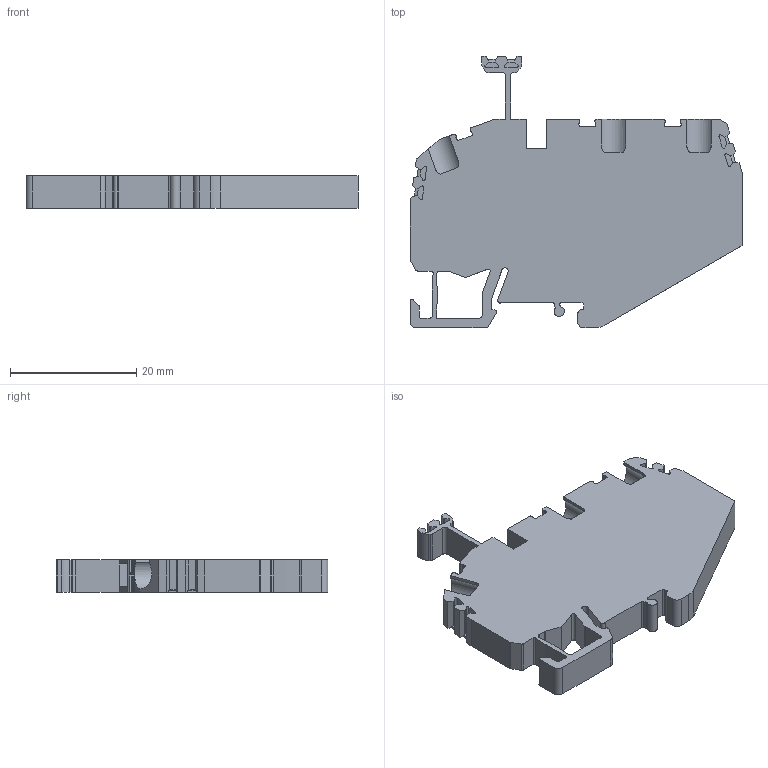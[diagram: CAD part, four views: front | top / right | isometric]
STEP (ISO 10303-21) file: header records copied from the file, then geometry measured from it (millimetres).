
FILE_DESCRIPTION(/* description */ (''),/* implementation_level */ '2;1');
FILE_NAME(/* name */ '3599_ZSRK25_3A_15_iso.stp',/* time_stamp */ '2011-08-04T10:02:13+02:00',/* author */ (''),/* organization */ (''),/* preprocessor_version */ 'ST-DEVELOPER v11',/* originating_system */ 'SIEMENS UGS NX 6.0',/* authorisation */ '');
FILE_SCHEMA (('CONFIG_CONTROL_DESIGN'));
Length unit declared in the file: millimetre
Products named in the file (1): 3599_ZSRK25_3A_15_iso
Bounding box: 52.5 x 43 x 5.1 mm (x, y, z)
Volume: 6604.7 mm3; surface area: 4554 mm2
Topology: 1 solids, 1 shells, 299 faces, 866 edges, 577 vertices
Faces by surface type: plane 198, cylinder 101
Full cylindrical faces by diameter (mm): 2.4 x3
Entity records: 10087 total; most frequent: CARTESIAN_POINT 2106, ORIENTED_EDGE 1726, DIRECTION 1559, EDGE_CURVE 863, LINE 591, VECTOR 591, VERTEX_POINT 579, AXIS2_PLACEMENT_3D 484
